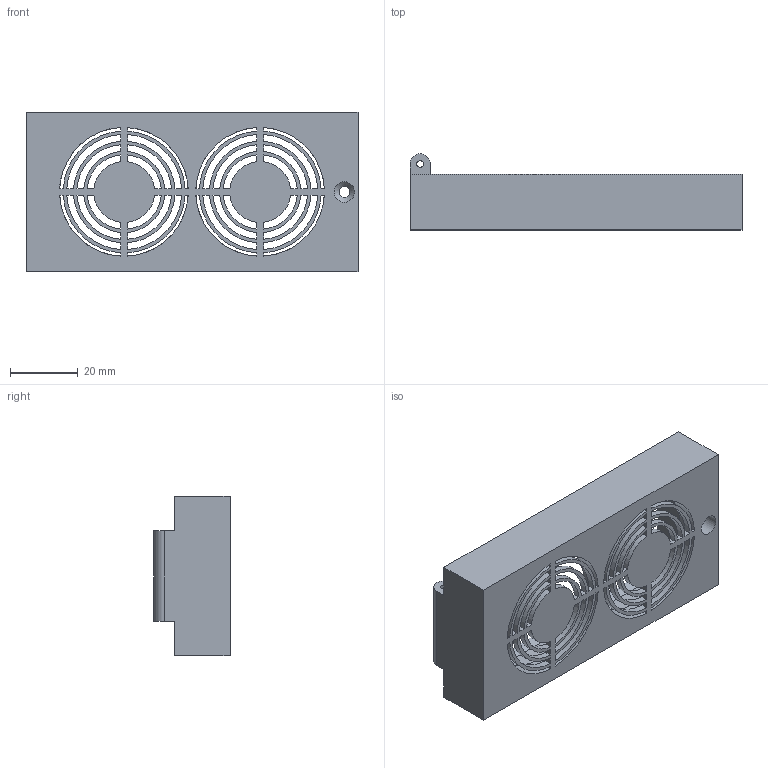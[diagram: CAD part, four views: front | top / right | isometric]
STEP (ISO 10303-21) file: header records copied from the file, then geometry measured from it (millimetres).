
FILE_DESCRIPTION(/* description */ (''),/* implementation_level */ '2;1');
FILE_NAME(/* name */ 'Fan Mounting.step',/* time_stamp */ '2020-11-16T21:26:03+01:00',/* author */ (''),/* organization */ (''),/* preprocessor_version */ 'ST-DEVELOPER v18.1',/* originating_system */ 'Autodesk Translation Framework v9.3.0.1241',/* authorisation */ '');
FILE_SCHEMA (('AUTOMOTIVE_DESIGN { 1 0 10303 214 3 1 1 }'));
Length unit declared in the file: millimetre
Products named in the file (1): Fan Mounting
Bounding box: 98 x 22.5 x 47 mm (x, y, z)
Volume: 29285.7 mm3; surface area: 19485.1 mm2
Topology: 1 solids, 1 shells, 166 faces, 491 edges, 329 vertices
Faces by surface type: plane 95, cylinder 70, cone 1
Full cylindrical faces by diameter (mm): 2 x1, 3.2 x1, 4.5 x8, 6 x1, 38 x2
Entity records: 5772 total; most frequent: DIRECTION 989, CARTESIAN_POINT 987, ORIENTED_EDGE 982, EDGE_CURVE 491, AXIS2_PLACEMENT_3D 331, VERTEX_POINT 329, LINE 327, VECTOR 327
